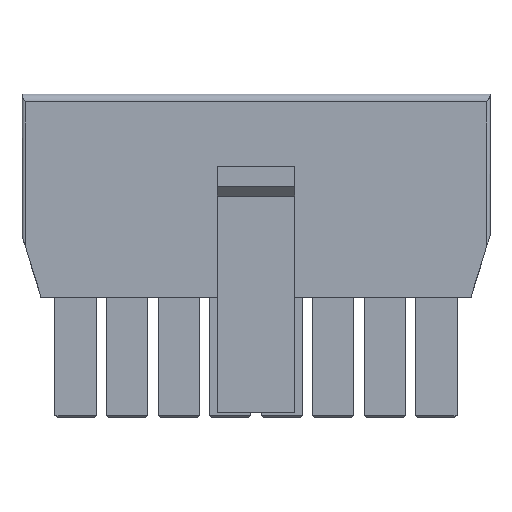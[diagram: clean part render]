
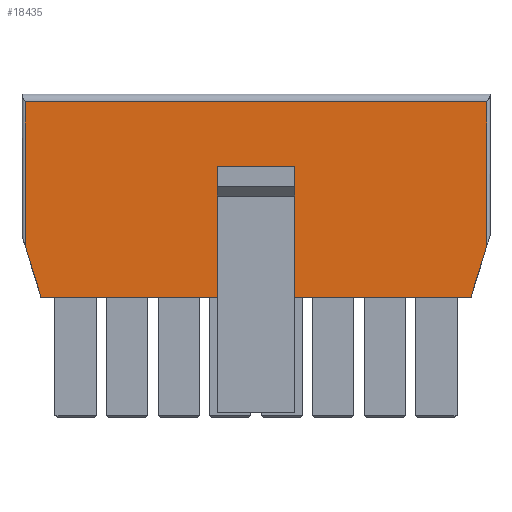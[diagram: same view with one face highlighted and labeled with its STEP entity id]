
A CAD part, top view. The second image highlights one B-rep face of the part: STEP entity #18435.
In plain terms, the highlighted planar face has unit normal (0, 0, 1).
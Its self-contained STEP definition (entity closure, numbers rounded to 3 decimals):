
#4616=ORIENTED_EDGE('',*,*,#7591,.F.);
#4617=ORIENTED_EDGE('',*,*,#7653,.F.);
#4618=ORIENTED_EDGE('',*,*,#7576,.T.);
#4619=ORIENTED_EDGE('',*,*,#7654,.F.);
#4620=ORIENTED_EDGE('',*,*,#7655,.T.);
#4621=ORIENTED_EDGE('',*,*,#7656,.T.);
#4622=ORIENTED_EDGE('',*,*,#7657,.F.);
#4623=ORIENTED_EDGE('',*,*,#7658,.T.);
#4624=ORIENTED_EDGE('',*,*,#7659,.T.);
#4625=ORIENTED_EDGE('',*,*,#7660,.T.);
#4626=ORIENTED_EDGE('',*,*,#7661,.T.);
#4627=ORIENTED_EDGE('',*,*,#7551,.T.);
#4628=ORIENTED_EDGE('',*,*,#7619,.T.);
#4629=ORIENTED_EDGE('',*,*,#7527,.T.);
#4630=ORIENTED_EDGE('',*,*,#7648,.T.);
#4631=ORIENTED_EDGE('',*,*,#7595,.T.);
#7527=EDGE_CURVE('',#9346,#9345,#11792,.T.);
#7551=EDGE_CURVE('',#9366,#9367,#11815,.T.);
#7576=EDGE_CURVE('',#9385,#9387,#11834,.T.);
#7591=EDGE_CURVE('',#9398,#9399,#11844,.T.);
#7595=EDGE_CURVE('',#9403,#9402,#11846,.T.);
#7619=EDGE_CURVE('',#9367,#9346,#11868,.T.);
#7648=EDGE_CURVE('',#9345,#9403,#11897,.T.);
#7653=EDGE_CURVE('',#9385,#9398,#11902,.T.);
#7654=EDGE_CURVE('',#9399,#9387,#11903,.T.);
#7655=EDGE_CURVE('',#9449,#9450,#11904,.T.);
#7656=EDGE_CURVE('',#9450,#9451,#11905,.T.);
#7657=EDGE_CURVE('',#9452,#9451,#11906,.T.);
#7658=EDGE_CURVE('',#9452,#9449,#11907,.T.);
#7659=EDGE_CURVE('',#9402,#9453,#11908,.T.);
#7660=EDGE_CURVE('',#9453,#9454,#11909,.T.);
#7661=EDGE_CURVE('',#9454,#9366,#11910,.T.);
#9345=VERTEX_POINT('',#28607);
#9346=VERTEX_POINT('',#28609);
#9366=VERTEX_POINT('',#28656);
#9367=VERTEX_POINT('',#28657);
#9385=VERTEX_POINT('',#28700);
#9387=VERTEX_POINT('',#28704);
#9398=VERTEX_POINT('',#28735);
#9399=VERTEX_POINT('',#28737);
#9402=VERTEX_POINT('',#28744);
#9403=VERTEX_POINT('',#28746);
#9449=VERTEX_POINT('',#28858);
#9450=VERTEX_POINT('',#28859);
#9451=VERTEX_POINT('',#28861);
#9452=VERTEX_POINT('',#28863);
#9453=VERTEX_POINT('',#28866);
#9454=VERTEX_POINT('',#28868);
#11792=LINE('',#28608,#14351);
#11815=LINE('',#28655,#14374);
#11834=LINE('',#28705,#14393);
#11844=LINE('',#28736,#14403);
#11846=LINE('',#28745,#14405);
#11868=LINE('',#28791,#14427);
#11897=LINE('',#28845,#14456);
#11902=LINE('',#28855,#14461);
#11903=LINE('',#28856,#14462);
#11904=LINE('',#28857,#14463);
#11905=LINE('',#28860,#14464);
#11906=LINE('',#28862,#14465);
#11907=LINE('',#28864,#14466);
#11908=LINE('',#28865,#14467);
#11909=LINE('',#28867,#14468);
#11910=LINE('',#28869,#14469);
#14351=VECTOR('',#23413,1000.);
#14374=VECTOR('',#23444,1000.);
#14393=VECTOR('',#23481,1000.);
#14403=VECTOR('',#23511,1000.);
#14405=VECTOR('',#23519,1000.);
#14427=VECTOR('',#23553,1000.);
#14456=VECTOR('',#23584,1000.);
#14461=VECTOR('',#23591,1000.);
#14462=VECTOR('',#23592,1000.);
#14463=VECTOR('',#23593,1000.);
#14464=VECTOR('',#23594,1000.);
#14465=VECTOR('',#23595,1000.);
#14466=VECTOR('',#23596,1000.);
#14467=VECTOR('',#23597,1000.);
#14468=VECTOR('',#23598,1000.);
#14469=VECTOR('',#23599,1000.);
#15537=EDGE_LOOP('',(#4616,#4617,#4618,#4619));
#15538=EDGE_LOOP('',(#4620,#4621,#4622,#4623));
#15539=EDGE_LOOP('',(#4624,#4625,#4626,#4627,#4628,#4629,#4630,#4631));
#16544=FACE_BOUND('',#15537,.T.);
#16545=FACE_BOUND('',#15538,.T.);
#16546=FACE_BOUND('',#15539,.T.);
#17498=PLANE('',#19422);
#18435=ADVANCED_FACE('',(#16544,#16545,#16546),#17498,.T.);
#19422=AXIS2_PLACEMENT_3D('',#28854,#23589,#23590);
#23413=DIRECTION('',(1.,0.,0.));
#23444=DIRECTION('',(0.297,-0.955,0.));
#23481=DIRECTION('',(-1.,0.,0.));
#23511=DIRECTION('',(-1.,0.,0.));
#23519=DIRECTION('',(0.297,0.955,0.));
#23553=DIRECTION('',(0.,-1.,0.));
#23584=DIRECTION('',(0.,1.,0.));
#23589=DIRECTION('',(0.,0.,1.));
#23590=DIRECTION('',(1.,0.,0.));
#23591=DIRECTION('',(0.,1.,0.));
#23592=DIRECTION('',(0.,-1.,0.));
#23593=DIRECTION('',(-1.,0.,0.));
#23594=DIRECTION('',(0.,1.,0.));
#23595=DIRECTION('',(-1.,0.,0.));
#23596=DIRECTION('',(0.,-1.,0.));
#23597=DIRECTION('',(0.,1.,0.));
#23598=DIRECTION('',(-1.,0.,0.));
#23599=DIRECTION('',(0.,-1.,0.));
#28607=CARTESIAN_POINT('',(10.47,-2.98,2.97));
#28608=CARTESIAN_POINT('',(-10.47,-2.98,2.97));
#28609=CARTESIAN_POINT('',(-10.47,-2.98,2.97));
#28655=CARTESIAN_POINT('',(-11.35,0.,2.97));
#28656=CARTESIAN_POINT('',(-11.2,-0.482,2.97));
#28657=CARTESIAN_POINT('',(-10.47,-2.83,2.97));
#28700=CARTESIAN_POINT('',(-1.,-2.59,2.97));
#28704=CARTESIAN_POINT('',(-1.88,-2.59,2.97));
#28705=CARTESIAN_POINT('',(1.88,-2.59,2.97));
#28735=CARTESIAN_POINT('',(-1.,-0.82,2.97));
#28736=CARTESIAN_POINT('',(1.88,-0.82,2.97));
#28737=CARTESIAN_POINT('',(-1.88,-0.82,2.97));
#28744=CARTESIAN_POINT('',(11.2,-0.482,2.97));
#28745=CARTESIAN_POINT('',(11.35,0.,2.97));
#28746=CARTESIAN_POINT('',(10.47,-2.83,2.97));
#28791=CARTESIAN_POINT('',(-10.47,-2.83,2.97));
#28845=CARTESIAN_POINT('',(10.47,-2.83,2.97));
#28854=CARTESIAN_POINT('',(0.,0.,2.97));
#28855=CARTESIAN_POINT('',(-1.,-5.79,2.97));
#28856=CARTESIAN_POINT('',(-1.88,-0.82,2.97));
#28857=CARTESIAN_POINT('',(1.88,-2.59,2.97));
#28858=CARTESIAN_POINT('',(1.88,-2.59,2.97));
#28859=CARTESIAN_POINT('',(1.,-2.59,2.97));
#28860=CARTESIAN_POINT('',(1.,-5.79,2.97));
#28861=CARTESIAN_POINT('',(1.,-0.82,2.97));
#28862=CARTESIAN_POINT('',(1.88,-0.82,2.97));
#28863=CARTESIAN_POINT('',(1.88,-0.82,2.97));
#28864=CARTESIAN_POINT('',(1.88,-0.82,2.97));
#28865=CARTESIAN_POINT('',(11.2,6.87,2.97));
#28866=CARTESIAN_POINT('',(11.2,6.49,2.97));
#28867=CARTESIAN_POINT('',(-11.2,6.49,2.97));
#28868=CARTESIAN_POINT('',(-11.2,6.49,2.97));
#28869=CARTESIAN_POINT('',(-11.2,0.,2.97));
